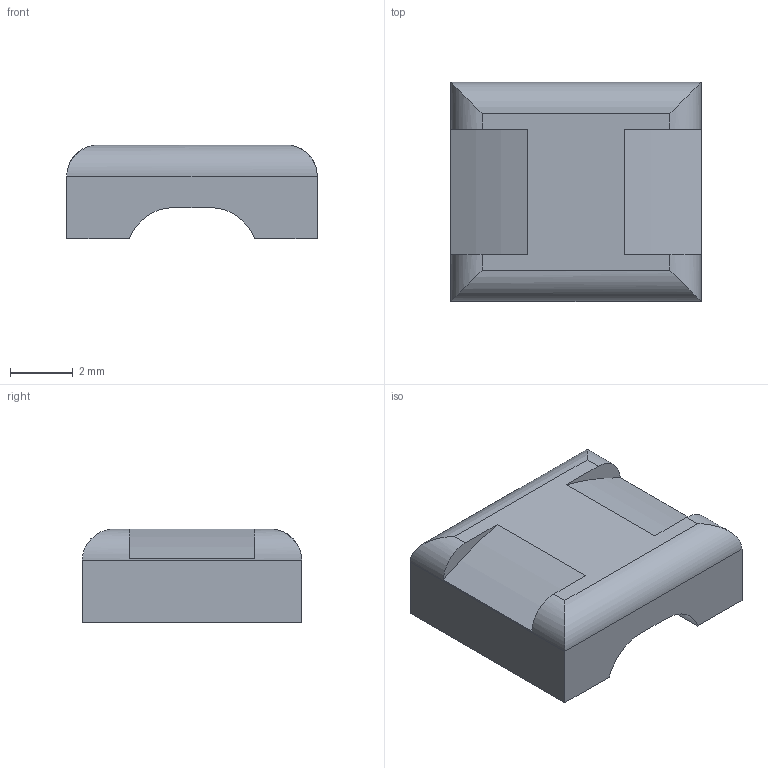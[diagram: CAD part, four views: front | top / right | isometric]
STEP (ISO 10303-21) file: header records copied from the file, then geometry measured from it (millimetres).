
FILE_DESCRIPTION((''),'2;1');
FILE_NAME('BMP180cover.step','2016-03-09T23:11:46',('anon'),(''),'Autodesk Inventor 2012','Autodesk Inventor 2012','');
FILE_SCHEMA(('AUTOMOTIVE_DESIGN { 1 0 10303 214 1 1 1 1 }'));
Length unit declared in the file: millimetre
Products named in the file (1): BMP180cover
Bounding box: 8 x 7 x 3 mm (x, y, z)
Volume: 120 mm3; surface area: 197 mm2
Topology: 1 solids, 1 shells, 40 faces, 98 edges, 60 vertices
Faces by surface type: plane 22, cylinder 14, torus 4
Entity records: 1220 total; most frequent: CARTESIAN_POINT 235, DIRECTION 208, ORIENTED_EDGE 196, EDGE_CURVE 98, AXIS2_PLACEMENT_3D 73, VECTOR 62, LINE 62, VERTEX_POINT 60
